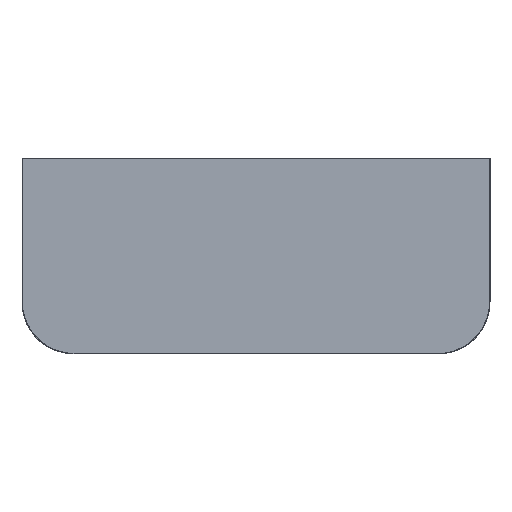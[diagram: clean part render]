
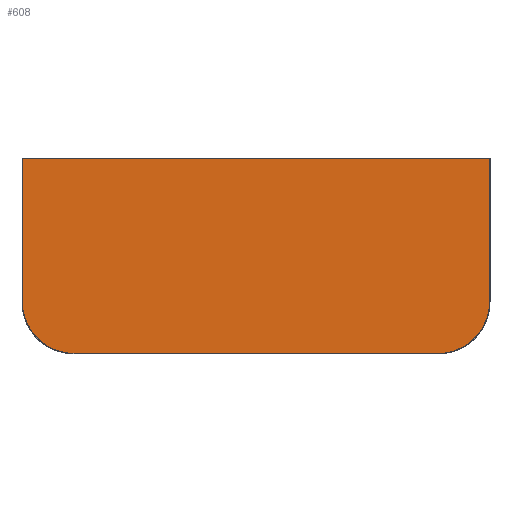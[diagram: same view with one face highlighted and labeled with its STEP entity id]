
A CAD part, top view. The second image highlights one B-rep face of the part: STEP entity #608.
In plain terms, the highlighted face is planar.
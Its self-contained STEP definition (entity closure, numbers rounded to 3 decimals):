
#608=ADVANCED_FACE('',(#970),#6201,.T.);
#970=FACE_OUTER_BOUND('',#1333,.T.);
#1333=EDGE_LOOP('',(#3288,#3289,#3290,#3291,#3292,#3293));
#3288=ORIENTED_EDGE('',*,*,#4376,.F.);
#3289=ORIENTED_EDGE('',*,*,#4358,.F.);
#3290=ORIENTED_EDGE('',*,*,#4359,.F.);
#3291=ORIENTED_EDGE('',*,*,#4360,.F.);
#3292=ORIENTED_EDGE('',*,*,#4380,.F.);
#3293=ORIENTED_EDGE('',*,*,#4357,.F.);
#4357=EDGE_CURVE('',#6066,#6067,#5394,.T.);
#4358=EDGE_CURVE('',#6069,#6068,#5395,.T.);
#4359=EDGE_CURVE('',#6070,#6069,#5396,.T.);
#4360=EDGE_CURVE('',#6071,#6070,#5397,.T.);
#4376=EDGE_CURVE('',#6068,#6066,#4832,.T.);
#4380=EDGE_CURVE('',#6067,#6071,#4836,.T.);
#4832=(
BOUNDED_CURVE()
B_SPLINE_CURVE(2,(#11611,#11612,#11613),.UNSPECIFIED.,.F.,.F.)
B_SPLINE_CURVE_WITH_KNOTS((3,3),(0.,207.345),.UNSPECIFIED.)
CURVE()
GEOMETRIC_REPRESENTATION_ITEM()
RATIONAL_B_SPLINE_CURVE((1.,0.707,1.))
REPRESENTATION_ITEM('')
);
#4836=(
BOUNDED_CURVE()
B_SPLINE_CURVE(2,(#11623,#11624,#11625),.UNSPECIFIED.,.F.,.F.)
B_SPLINE_CURVE_WITH_KNOTS((3,3),(0.,207.345),.UNSPECIFIED.)
CURVE()
GEOMETRIC_REPRESENTATION_ITEM()
RATIONAL_B_SPLINE_CURVE((1.,0.707,1.))
REPRESENTATION_ITEM('')
);
#5394=B_SPLINE_CURVE_WITH_KNOTS('',1,(#11568,#11569),.UNSPECIFIED.,.F.,
 .F.,(2,2),(-929.,0.),.UNSPECIFIED.);
#5395=B_SPLINE_CURVE_WITH_KNOTS('',1,(#11570,#11571),.UNSPECIFIED.,.F.,
 .F.,(2,2),(-366.,0.),.UNSPECIFIED.);
#5396=B_SPLINE_CURVE_WITH_KNOTS('',1,(#11572,#11573),.UNSPECIFIED.,.F.,
 .F.,(2,2),(-1193.,0.),.UNSPECIFIED.);
#5397=B_SPLINE_CURVE_WITH_KNOTS('',1,(#11574,#11575),.UNSPECIFIED.,.F.,
 .F.,(2,2),(-366.,0.),.UNSPECIFIED.);
#6066=VERTEX_POINT('',#11498);
#6067=VERTEX_POINT('',#11499);
#6068=VERTEX_POINT('',#11500);
#6069=VERTEX_POINT('',#11501);
#6070=VERTEX_POINT('',#11502);
#6071=VERTEX_POINT('',#11503);
#6201=PLANE('',#7016);
#7016=AXIS2_PLACEMENT_3D('',#11041,#7421,$);
#7421=DIRECTION('',(0.,1.,0.));
#11041=CARTESIAN_POINT('',(-715.8,50.,298.8));
#11498=CARTESIAN_POINT('',(464.5,50.,249.));
#11499=CARTESIAN_POINT('',(-464.5,50.,249.));
#11500=CARTESIAN_POINT('',(596.5,50.,117.));
#11501=CARTESIAN_POINT('',(596.5,50.,-249.));
#11502=CARTESIAN_POINT('',(-596.5,50.,-249.));
#11503=CARTESIAN_POINT('',(-596.5,50.,117.));
#11568=CARTESIAN_POINT('',(464.5,50.,249.));
#11569=CARTESIAN_POINT('',(-464.5,50.,249.));
#11570=CARTESIAN_POINT('',(596.5,50.,-249.));
#11571=CARTESIAN_POINT('',(596.5,50.,117.));
#11572=CARTESIAN_POINT('',(-596.5,50.,-249.));
#11573=CARTESIAN_POINT('',(596.5,50.,-249.));
#11574=CARTESIAN_POINT('',(-596.5,50.,117.));
#11575=CARTESIAN_POINT('',(-596.5,50.,-249.));
#11611=CARTESIAN_POINT('',(596.5,50.,117.));
#11612=CARTESIAN_POINT('',(596.5,50.,249.));
#11613=CARTESIAN_POINT('',(464.5,50.,249.));
#11623=CARTESIAN_POINT('',(-464.5,50.,249.));
#11624=CARTESIAN_POINT('',(-596.5,50.,249.));
#11625=CARTESIAN_POINT('',(-596.5,50.,117.));
